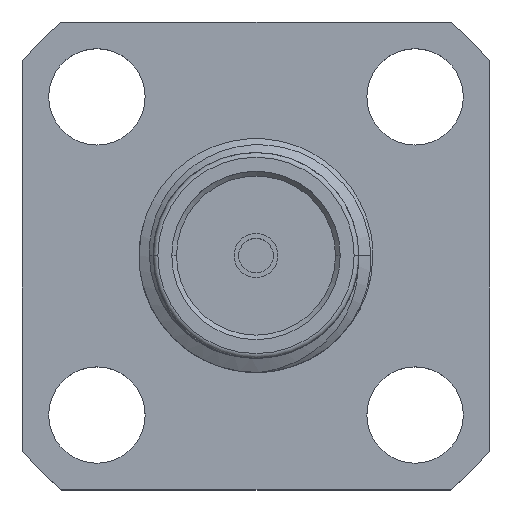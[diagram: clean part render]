
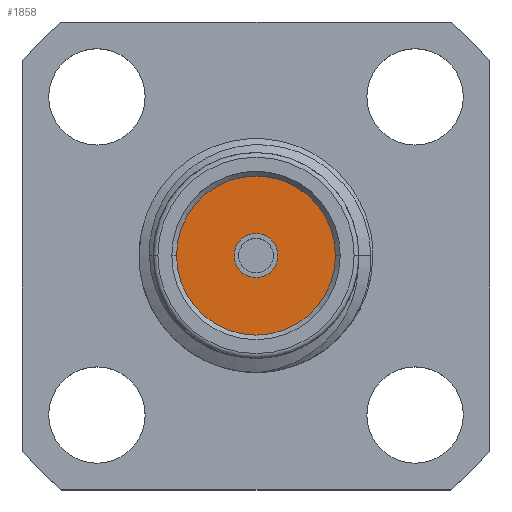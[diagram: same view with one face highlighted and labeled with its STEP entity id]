
A CAD part, top view. The second image highlights one B-rep face of the part: STEP entity #1858.
In plain terms, the highlighted planar face has unit normal (0, 0, 1).
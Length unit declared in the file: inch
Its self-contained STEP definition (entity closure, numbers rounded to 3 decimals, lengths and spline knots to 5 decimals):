
#126 = DIRECTION ( 'NONE',  ( 1., 0., 0. ) ) ;
#213 = AXIS2_PLACEMENT_3D ( 'NONE', #4003, #4728, #2364 ) ;
#267 = EDGE_CURVE ( 'NONE', #4150, #1735, #5097, .T. ) ;
#663 = FACE_OUTER_BOUND ( 'NONE', #1850, .T. ) ;
#896 = VERTEX_POINT ( 'NONE', #2293 ) ;
#1303 = PLANE ( 'NONE',  #1599 ) ;
#1339 = CARTESIAN_POINT ( 'NONE',  ( 0.085, 0., 0.235 ) ) ;
#1357 = DIRECTION ( 'NONE',  ( 0., 0., 1. ) ) ;
#1443 = CARTESIAN_POINT ( 'NONE',  ( 0., 0., 0.235 ) ) ;
#1599 = AXIS2_PLACEMENT_3D ( 'NONE', #2981, #1357, #126 ) ;
#1628 = CIRCLE ( 'NONE', #213, 0.0235 ) ;
#1735 = VERTEX_POINT ( 'NONE', #2872 ) ;
#1744 = FACE_BOUND ( 'NONE', #1938, .T. ) ;
#1850 = EDGE_LOOP ( 'NONE', ( #2359, #4248 ) ) ;
#1858 = ADVANCED_FACE ( 'NONE', ( #1744, #663 ), #1303, .T. ) ;
#1938 = EDGE_LOOP ( 'NONE', ( #4338, #5103 ) ) ;
#2093 = EDGE_CURVE ( 'NONE', #1735, #4150, #1628, .T. ) ;
#2293 = CARTESIAN_POINT ( 'NONE',  ( -0.085, 0., 0.235 ) ) ;
#2359 = ORIENTED_EDGE ( 'NONE', *, *, #4077, .T. ) ;
#2364 = DIRECTION ( 'NONE',  ( 1., 0., 0. ) ) ;
#2603 = CIRCLE ( 'NONE', #2655, 0.085 ) ;
#2655 = AXIS2_PLACEMENT_3D ( 'NONE', #3240, #4787, #3636 ) ;
#2872 = CARTESIAN_POINT ( 'NONE',  ( -0.0235, 0., 0.235 ) ) ;
#2981 = CARTESIAN_POINT ( 'NONE',  ( 0., 0., 0.235 ) ) ;
#3200 = EDGE_CURVE ( 'NONE', #896, #4466, #2603, .T. ) ;
#3240 = CARTESIAN_POINT ( 'NONE',  ( 0., 0., 0.235 ) ) ;
#3350 = AXIS2_PLACEMENT_3D ( 'NONE', #3625, #3658, #4057 ) ;
#3506 = CIRCLE ( 'NONE', #4334, 0.085 ) ;
#3625 = CARTESIAN_POINT ( 'NONE',  ( 0., 0., 0.235 ) ) ;
#3636 = DIRECTION ( 'NONE',  ( 1., 0., 0. ) ) ;
#3658 = DIRECTION ( 'NONE',  ( 0., 0., 1. ) ) ;
#3858 = DIRECTION ( 'NONE',  ( 0., 0., 1. ) ) ;
#4003 = CARTESIAN_POINT ( 'NONE',  ( 0., 0., 0.235 ) ) ;
#4057 = DIRECTION ( 'NONE',  ( 1., 0., 0. ) ) ;
#4077 = EDGE_CURVE ( 'NONE', #4466, #896, #3506, .T. ) ;
#4150 = VERTEX_POINT ( 'NONE', #4230 ) ;
#4230 = CARTESIAN_POINT ( 'NONE',  ( 0.0235, 0., 0.235 ) ) ;
#4248 = ORIENTED_EDGE ( 'NONE', *, *, #3200, .T. ) ;
#4334 = AXIS2_PLACEMENT_3D ( 'NONE', #1443, #3858, #5004 ) ;
#4338 = ORIENTED_EDGE ( 'NONE', *, *, #267, .F. ) ;
#4466 = VERTEX_POINT ( 'NONE', #1339 ) ;
#4728 = DIRECTION ( 'NONE',  ( 0., 0., 1. ) ) ;
#4787 = DIRECTION ( 'NONE',  ( 0., 0., 1. ) ) ;
#5004 = DIRECTION ( 'NONE',  ( 1., 0., 0. ) ) ;
#5097 = CIRCLE ( 'NONE', #3350, 0.0235 ) ;
#5103 = ORIENTED_EDGE ( 'NONE', *, *, #2093, .F. ) ;
